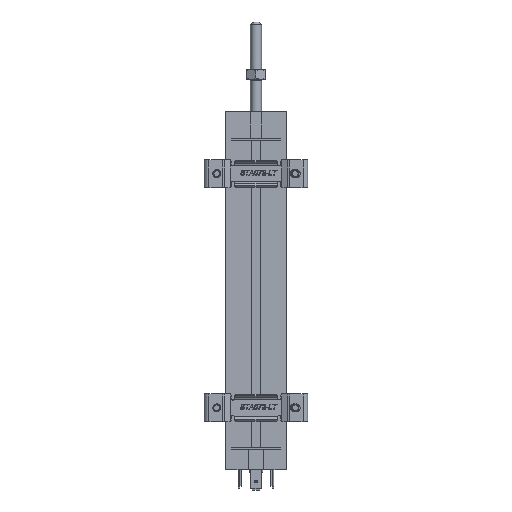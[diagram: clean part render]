
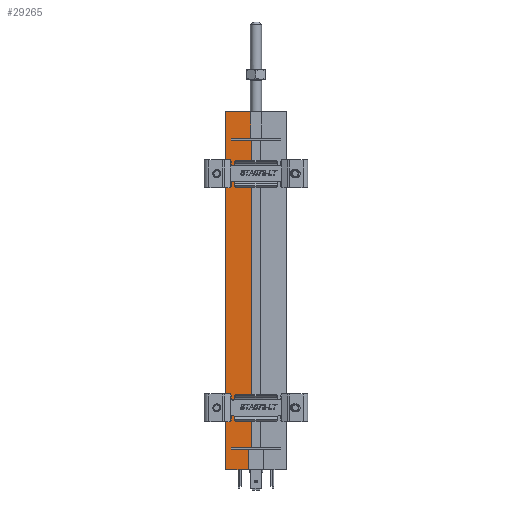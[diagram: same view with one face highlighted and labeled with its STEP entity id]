
A CAD part, front view. The second image highlights one B-rep face of the part: STEP entity #29265.
In plain terms, the highlighted planar face has unit normal (0, -1, 0).
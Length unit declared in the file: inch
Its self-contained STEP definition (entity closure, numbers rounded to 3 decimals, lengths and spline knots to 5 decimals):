
#1872 = VECTOR ( 'NONE', #11006, 39.37008 ) ;
#3380 = VECTOR ( 'NONE', #58400, 39.37008 ) ;
#3420 = LINE ( 'NONE', #20386, #77616 ) ;
#4196 = VECTOR ( 'NONE', #62653, 39.37008 ) ;
#4256 = CARTESIAN_POINT ( 'NONE',  ( 0.11811, 0., 0.03937 ) ) ;
#5078 = CARTESIAN_POINT ( 'NONE',  ( 0.11811, 0., 0.03937 ) ) ;
#5314 = CARTESIAN_POINT ( 'NONE',  ( 0.54134, 0., 0.03937 ) ) ;
#5366 = VECTOR ( 'NONE', #52808, 39.37008 ) ;
#5404 = LINE ( 'NONE', #58766, #38111 ) ;
#5733 = VERTEX_POINT ( 'NONE', #46896 ) ;
#5765 = VECTOR ( 'NONE', #37828, 39.37008 ) ;
#6504 = EDGE_CURVE ( 'NONE', #47205, #16162, #62284, .T. ) ;
#6673 = EDGE_CURVE ( 'NONE', #7085, #18628, #45826, .T. ) ;
#7001 = ORIENTED_EDGE ( 'NONE', *, *, #6504, .T. ) ;
#7085 = VERTEX_POINT ( 'NONE', #17128 ) ;
#7853 = EDGE_CURVE ( 'NONE', #18628, #5733, #3420, .T. ) ;
#7926 = ORIENTED_EDGE ( 'NONE', *, *, #7853, .T. ) ;
#8285 = ORIENTED_EDGE ( 'NONE', *, *, #39344, .T. ) ;
#8729 = EDGE_CURVE ( 'NONE', #34760, #16162, #5404, .T. ) ;
#9044 = ORIENTED_EDGE ( 'NONE', *, *, #8729, .F. ) ;
#9071 = ORIENTED_EDGE ( 'NONE', *, *, #39252, .T. ) ;
#11006 = DIRECTION ( 'NONE',  ( 1., 0., 0. ) ) ;
#12022 = CARTESIAN_POINT ( 'NONE',  ( 1.20079, 0., -6.55512 ) ) ;
#12144 = EDGE_CURVE ( 'NONE', #5733, #45124, #45779, .T. ) ;
#15646 = EDGE_CURVE ( 'NONE', #19041, #34760, #76712, .T. ) ;
#16162 = VERTEX_POINT ( 'NONE', #48620 ) ;
#16963 = CARTESIAN_POINT ( 'NONE',  ( 0., 0., 0.60236 ) ) ;
#17128 = CARTESIAN_POINT ( 'NONE',  ( 0.54724, 0., -6.55512 ) ) ;
#18628 = VERTEX_POINT ( 'NONE', #52733 ) ;
#19041 = VERTEX_POINT ( 'NONE', #59602 ) ;
#19900 = DIRECTION ( 'NONE',  ( 1., 0., 0. ) ) ;
#20157 = VECTOR ( 'NONE', #19900, 39.37008 ) ;
#20386 = CARTESIAN_POINT ( 'NONE',  ( 1.20079, 0., 0. ) ) ;
#21389 = AXIS2_PLACEMENT_3D ( 'NONE', #67097, #26635, #48469 ) ;
#22426 = CARTESIAN_POINT ( 'NONE',  ( 0.11811, 0., -6.55512 ) ) ;
#24794 = EDGE_CURVE ( 'NONE', #45124, #35541, #72586, .T. ) ;
#24799 = FACE_OUTER_BOUND ( 'NONE', #55903, .T. ) ;
#26478 = EDGE_CURVE ( 'NONE', #39234, #71614, #59205, .T. ) ;
#26635 = DIRECTION ( 'NONE',  ( 0., -1., 0. ) ) ;
#27471 = LINE ( 'NONE', #51509, #4196 ) ;
#28832 = DIRECTION ( 'NONE',  ( 0., 0., -1. ) ) ;
#29265 = ADVANCED_FACE ( 'NONE', ( #24799 ), #66711, .T. ) ;
#31825 = CARTESIAN_POINT ( 'NONE',  ( 0.54134, 0., 0.60236 ) ) ;
#31973 = VECTOR ( 'NONE', #42511, 39.37008 ) ;
#33558 = CARTESIAN_POINT ( 'NONE',  ( 0., 0., 0.60236 ) ) ;
#34760 = VERTEX_POINT ( 'NONE', #50661 ) ;
#35541 = VERTEX_POINT ( 'NONE', #5314 ) ;
#37828 = DIRECTION ( 'NONE',  ( 1., 0., 0. ) ) ;
#38111 = VECTOR ( 'NONE', #46136, 39.37008 ) ;
#39234 = VERTEX_POINT ( 'NONE', #31825 ) ;
#39252 = EDGE_CURVE ( 'NONE', #19041, #75217, #48813, .T. ) ;
#39344 = EDGE_CURVE ( 'NONE', #35541, #39234, #27471, .T. ) ;
#41047 = LINE ( 'NONE', #54425, #65071 ) ;
#42511 = DIRECTION ( 'NONE',  ( 0., 0., 1. ) ) ;
#44080 = ORIENTED_EDGE ( 'NONE', *, *, #26478, .T. ) ;
#45124 = VERTEX_POINT ( 'NONE', #5078 ) ;
#45779 = LINE ( 'NONE', #4256, #5366 ) ;
#45826 = LINE ( 'NONE', #50929, #77804 ) ;
#46055 = VECTOR ( 'NONE', #60998, 39.37008 ) ;
#46136 = DIRECTION ( 'NONE',  ( 0., 0., -1. ) ) ;
#46896 = CARTESIAN_POINT ( 'NONE',  ( 0.11811, 0., 0. ) ) ;
#47205 = VERTEX_POINT ( 'NONE', #61874 ) ;
#48469 = DIRECTION ( 'NONE',  ( 0., 0., -1. ) ) ;
#48620 = CARTESIAN_POINT ( 'NONE',  ( 0.48819, 0., -7.02756 ) ) ;
#48813 = LINE ( 'NONE', #54719, #31973 ) ;
#50661 = CARTESIAN_POINT ( 'NONE',  ( 0.48819, 0., -6.59449 ) ) ;
#50929 = CARTESIAN_POINT ( 'NONE',  ( 0.54724, 0., -6.55512 ) ) ;
#51509 = CARTESIAN_POINT ( 'NONE',  ( 0.54134, 0., 0.03937 ) ) ;
#52733 = CARTESIAN_POINT ( 'NONE',  ( 0.54724, 0., 0. ) ) ;
#52808 = DIRECTION ( 'NONE',  ( 0., 0., 1. ) ) ;
#54425 = CARTESIAN_POINT ( 'NONE',  ( 0., 0., 0.03937 ) ) ;
#54719 = CARTESIAN_POINT ( 'NONE',  ( 0.11811, 0., -6.59449 ) ) ;
#55151 = CARTESIAN_POINT ( 'NONE',  ( 0., 0., -7.02756 ) ) ;
#55903 = EDGE_LOOP ( 'NONE', ( #61026, #8285, #44080, #77101, #7001, #9044, #64876, #9071, #74421, #75354, #7926, #60079 ) ) ;
#57710 = EDGE_CURVE ( 'NONE', #71614, #47205, #41047, .T. ) ;
#58400 = DIRECTION ( 'NONE',  ( -1., 0., 0. ) ) ;
#58766 = CARTESIAN_POINT ( 'NONE',  ( 0.48819, 0., -6.59449 ) ) ;
#58823 = CARTESIAN_POINT ( 'NONE',  ( 1.20079, 0., -6.59449 ) ) ;
#59205 = LINE ( 'NONE', #16963, #3380 ) ;
#59602 = CARTESIAN_POINT ( 'NONE',  ( 0.11811, 0., -6.59449 ) ) ;
#60079 = ORIENTED_EDGE ( 'NONE', *, *, #12144, .T. ) ;
#60614 = LINE ( 'NONE', #12022, #46055 ) ;
#60998 = DIRECTION ( 'NONE',  ( -1., 0., 0. ) ) ;
#61026 = ORIENTED_EDGE ( 'NONE', *, *, #24794, .T. ) ;
#61874 = CARTESIAN_POINT ( 'NONE',  ( 0., 0., -7.02756 ) ) ;
#62284 = LINE ( 'NONE', #55151, #5765 ) ;
#62653 = DIRECTION ( 'NONE',  ( 0., 0., 1. ) ) ;
#63107 = DIRECTION ( 'NONE',  ( -1., 0., 0. ) ) ;
#64876 = ORIENTED_EDGE ( 'NONE', *, *, #15646, .F. ) ;
#65071 = VECTOR ( 'NONE', #28832, 39.37008 ) ;
#66711 = PLANE ( 'NONE',  #21389 ) ;
#67012 = CARTESIAN_POINT ( 'NONE',  ( 0.09843, 0., 0.03937 ) ) ;
#67097 = CARTESIAN_POINT ( 'NONE',  ( 0., 0., 0.03937 ) ) ;
#69235 = DIRECTION ( 'NONE',  ( 0., 0., 1. ) ) ;
#71614 = VERTEX_POINT ( 'NONE', #33558 ) ;
#72586 = LINE ( 'NONE', #67012, #20157 ) ;
#74421 = ORIENTED_EDGE ( 'NONE', *, *, #75491, .F. ) ;
#75217 = VERTEX_POINT ( 'NONE', #22426 ) ;
#75354 = ORIENTED_EDGE ( 'NONE', *, *, #6673, .T. ) ;
#75491 = EDGE_CURVE ( 'NONE', #7085, #75217, #60614, .T. ) ;
#76712 = LINE ( 'NONE', #58823, #1872 ) ;
#77101 = ORIENTED_EDGE ( 'NONE', *, *, #57710, .T. ) ;
#77616 = VECTOR ( 'NONE', #63107, 39.37008 ) ;
#77804 = VECTOR ( 'NONE', #69235, 39.37008 ) ;
